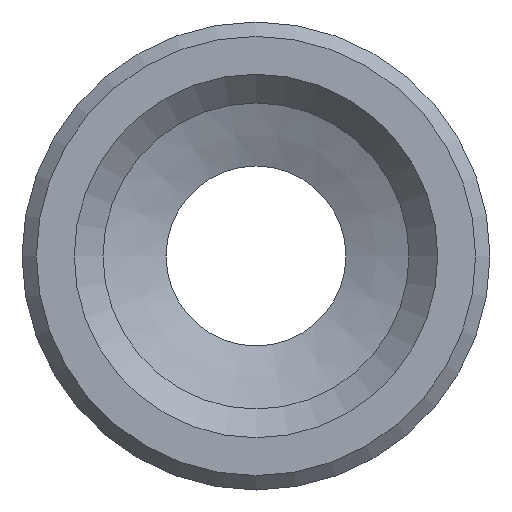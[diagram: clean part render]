
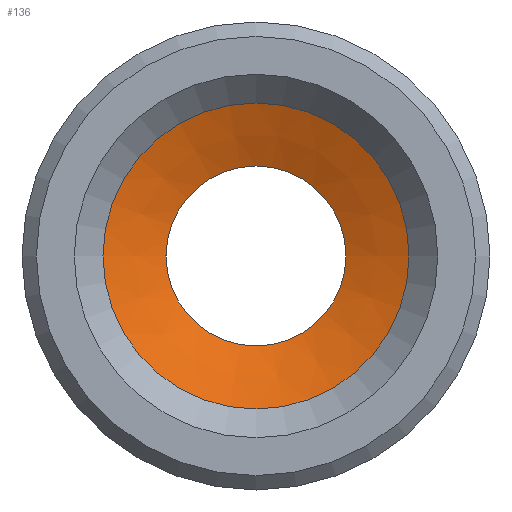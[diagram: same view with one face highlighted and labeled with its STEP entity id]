
A CAD part, front view. The second image highlights one B-rep face of the part: STEP entity #136.
In plain terms, the highlighted conical face has half-angle 68 degrees and reference radius 4.25 mm.
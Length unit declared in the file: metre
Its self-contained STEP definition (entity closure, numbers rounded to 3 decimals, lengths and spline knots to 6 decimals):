
#136 = ADVANCED_FACE( 'NONE', ( #289, #290 ), #291, .F. );
#289 = FACE_OUTER_BOUND( '', #438, .T. );
#290 = FACE_BOUND( '', #439, .T. );
#291 = CONICAL_SURFACE( '', #440, 0.00425, 1.187 );
#438 = EDGE_LOOP( '', ( #722 ) );
#439 = EDGE_LOOP( '', ( #723 ) );
#440 = AXIS2_PLACEMENT_3D( '', #724, #725, #726 );
#722 = ORIENTED_EDGE( '', *, *, #832, .F. );
#723 = ORIENTED_EDGE( '', *, *, #778, .T. );
#724 = CARTESIAN_POINT( '', ( 0., 0.0085, 0. ) );
#725 = DIRECTION( '', ( 0., -1., 0. ) );
#726 = DIRECTION( '', ( 1., 0., 0. ) );
#778 = EDGE_CURVE( 'NONE', #905, #905, #906, .T. );
#832 = EDGE_CURVE( 'NONE', #986, #986, #987, .T. );
#905 = VERTEX_POINT( '', #1083 );
#906 = CIRCLE( '', #1084, 0.0025 );
#986 = VERTEX_POINT( '', #1189 );
#987 = CIRCLE( '', #1190, 0.00425 );
#1083 = CARTESIAN_POINT( '', ( -0.0025, 0.009207, 0. ) );
#1084 = AXIS2_PLACEMENT_3D( '', #1273, #1274, #1275 );
#1189 = CARTESIAN_POINT( '', ( -0.00425, 0.0085, 0. ) );
#1190 = AXIS2_PLACEMENT_3D( '', #1351, #1352, #1353 );
#1273 = CARTESIAN_POINT( '', ( 0., 0.009207, 0. ) );
#1274 = DIRECTION( '', ( 0., 1., 0. ) );
#1275 = DIRECTION( '', ( -1., 0., 0. ) );
#1351 = CARTESIAN_POINT( '', ( 0., 0.0085, 0. ) );
#1352 = DIRECTION( '', ( 0., 1., 0. ) );
#1353 = DIRECTION( '', ( -1., 0., 0. ) );
